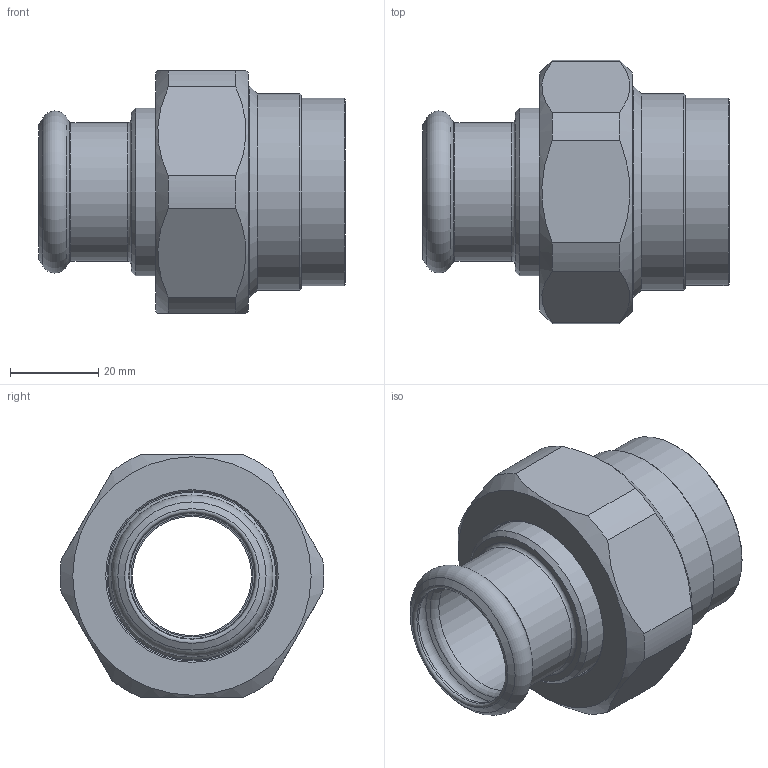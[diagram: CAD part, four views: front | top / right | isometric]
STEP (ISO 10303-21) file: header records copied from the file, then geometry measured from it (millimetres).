
FILE_DESCRIPTION(/* description */ (''),/* implementation_level */ '2;1');
FILE_NAME(/* name */ '3D_R666-PME-SG-28-DN40-42.4_1711305142.stp',/* time_stamp */ '2021-07-19T14:23:48+02:00',/* author */ ('cad'),/* organization */ (''),/* preprocessor_version */ 'ST-DEVELOPER v18.1',/* originating_system */ 'Autodesk Inventor 2022',/* authorisation */ '');
FILE_SCHEMA (('AUTOMOTIVE_DESIGN { 1 0 10303 214 3 1 1 }'));
Length unit declared in the file: millimetre
Products named in the file (4): 3D_R666-PME-SG-28-DN40-42.4_1711305142; 3D_R666-M-DN40_17113950; 3D_R666-SG-42.4-DN40_17113757; 3D_R666-PME-28-DN40_171134940
Assembly tree (3 placements, depth 2):
  3D_R666-PME-SG-28-DN40-42.4_1711305142
    3D_R666-M-DN40_17113950
    3D_R666-SG-42.4-DN40_17113757
    3D_R666-PME-28-DN40_171134940
Bounding box: 69.5 x 59.67 x 55 mm (x, y, z)
Volume: 48159.5 mm3; surface area: 27588.4 mm2
Topology: 3 solids, 3 shells, 61 faces, 137 edges, 86 vertices
Faces by surface type: cone 19, cylinder 18, plane 16, torus 8
Full cylindrical faces by diameter (mm): 27 x1, 28.4 x1, 28.7 x1, 31.4 x1, 38 x1, 38.4 x1, 38.5 x1, 42.4 x1, 44 x1, 44.5 x1, 44.845 x1, 47.8 x1
Entity records: 1877 total; most frequent: DIRECTION 343, CARTESIAN_POINT 315, ORIENTED_EDGE 274, AXIS2_PLACEMENT_3D 150, EDGE_CURVE 137, VERTEX_POINT 86, CIRCLE 82, EDGE_LOOP 71
